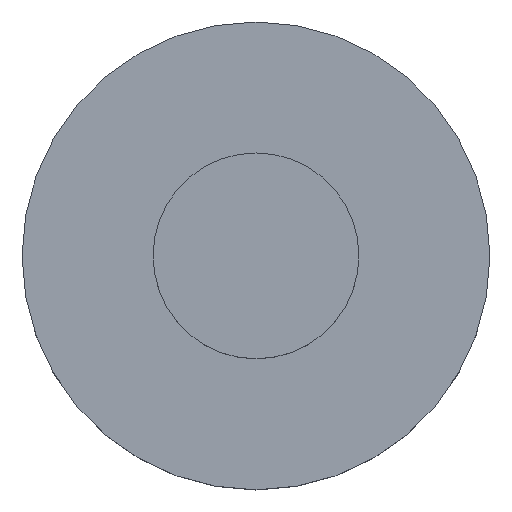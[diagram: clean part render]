
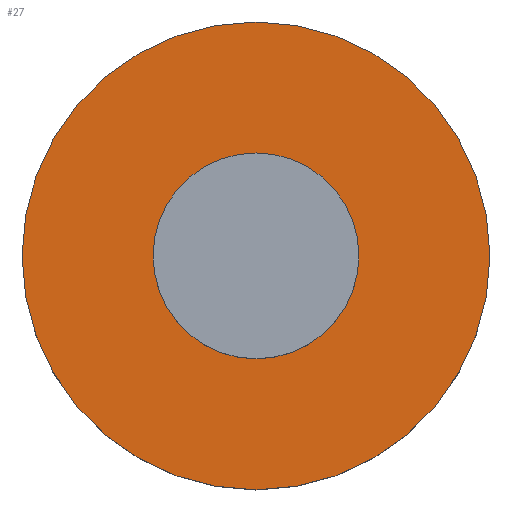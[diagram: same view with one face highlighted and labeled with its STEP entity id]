
A CAD part, top view. The second image highlights one B-rep face of the part: STEP entity #27.
In plain terms, the highlighted planar face has unit normal (0, 0, 1).
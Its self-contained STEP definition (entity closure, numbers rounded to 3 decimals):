
#3 = EDGE_CURVE ( 'NONE', #146, #74, #62, .T. ) ;
#7 = DIRECTION ( 'NONE',  ( 0., 0., 1. ) ) ;
#9 = CIRCLE ( 'NONE', #145, 25. ) ;
#21 = FACE_OUTER_BOUND ( 'NONE', #52, .T. ) ;
#26 = DIRECTION ( 'NONE',  ( 0., 0., 1. ) ) ;
#27 = ADVANCED_FACE ( 'NONE', ( #21, #147 ), #69, .T. ) ;
#45 = DIRECTION ( 'NONE',  ( 1., 0., 0. ) ) ;
#52 = EDGE_LOOP ( 'NONE', ( #67, #229 ) ) ;
#62 = CIRCLE ( 'NONE', #252, 25. ) ;
#67 = ORIENTED_EDGE ( 'NONE', *, *, #3, .T. ) ;
#69 = PLANE ( 'NONE',  #126 ) ;
#71 = EDGE_CURVE ( 'NONE', #144, #130, #80, .T. ) ;
#74 = VERTEX_POINT ( 'NONE', #193 ) ;
#80 = CIRCLE ( 'NONE', #86, 11. ) ;
#84 = ORIENTED_EDGE ( 'NONE', *, *, #71, .F. ) ;
#86 = AXIS2_PLACEMENT_3D ( 'NONE', #231, #7, #110 ) ;
#97 = EDGE_LOOP ( 'NONE', ( #222, #84 ) ) ;
#102 = EDGE_CURVE ( 'NONE', #130, #144, #224, .T. ) ;
#110 = DIRECTION ( 'NONE',  ( 1., 0., 0. ) ) ;
#111 = DIRECTION ( 'NONE',  ( 0., 0., 1. ) ) ;
#126 = AXIS2_PLACEMENT_3D ( 'NONE', #167, #26, #45 ) ;
#130 = VERTEX_POINT ( 'NONE', #132 ) ;
#132 = CARTESIAN_POINT ( 'NONE',  ( -11., 0., 10. ) ) ;
#144 = VERTEX_POINT ( 'NONE', #151 ) ;
#145 = AXIS2_PLACEMENT_3D ( 'NONE', #217, #174, #158 ) ;
#146 = VERTEX_POINT ( 'NONE', #230 ) ;
#147 = FACE_BOUND ( 'NONE', #97, .T. ) ;
#151 = CARTESIAN_POINT ( 'NONE',  ( 11., 0., 10. ) ) ;
#152 = CARTESIAN_POINT ( 'NONE',  ( 0., 0., 10. ) ) ;
#158 = DIRECTION ( 'NONE',  ( 1., 0., 0. ) ) ;
#167 = CARTESIAN_POINT ( 'NONE',  ( 0., 0., 10. ) ) ;
#169 = DIRECTION ( 'NONE',  ( 0., 0., 1. ) ) ;
#174 = DIRECTION ( 'NONE',  ( 0., 0., 1. ) ) ;
#182 = EDGE_CURVE ( 'NONE', #74, #146, #9, .T. ) ;
#185 = AXIS2_PLACEMENT_3D ( 'NONE', #152, #169, #210 ) ;
#191 = CARTESIAN_POINT ( 'NONE',  ( 0., 0., 10. ) ) ;
#193 = CARTESIAN_POINT ( 'NONE',  ( 25., 0., 10. ) ) ;
#210 = DIRECTION ( 'NONE',  ( 1., 0., 0. ) ) ;
#217 = CARTESIAN_POINT ( 'NONE',  ( 0., 0., 10. ) ) ;
#222 = ORIENTED_EDGE ( 'NONE', *, *, #102, .F. ) ;
#224 = CIRCLE ( 'NONE', #185, 11. ) ;
#229 = ORIENTED_EDGE ( 'NONE', *, *, #182, .T. ) ;
#230 = CARTESIAN_POINT ( 'NONE',  ( -25., 0., 10. ) ) ;
#231 = CARTESIAN_POINT ( 'NONE',  ( 0., 0., 10. ) ) ;
#247 = DIRECTION ( 'NONE',  ( 1., 0., 0. ) ) ;
#252 = AXIS2_PLACEMENT_3D ( 'NONE', #191, #111, #247 ) ;
